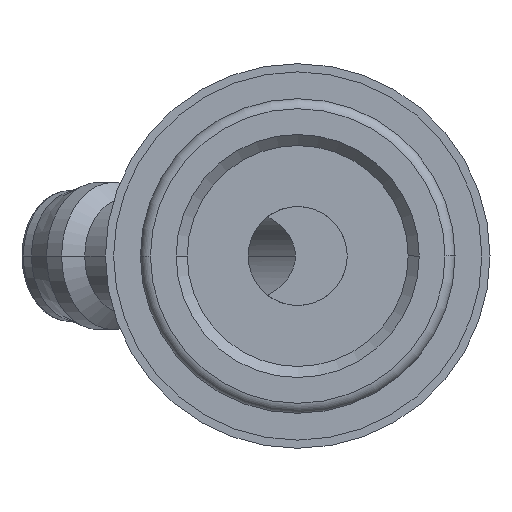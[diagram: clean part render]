
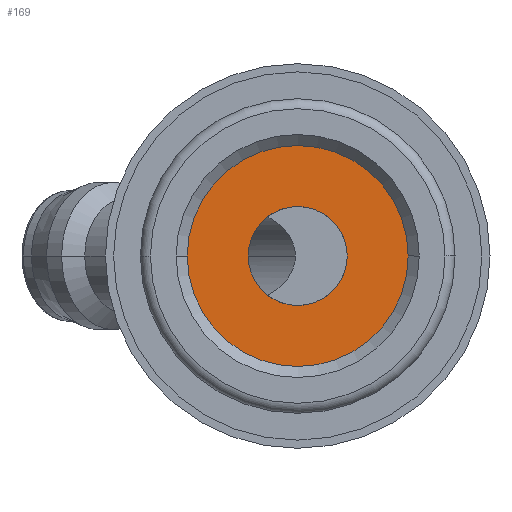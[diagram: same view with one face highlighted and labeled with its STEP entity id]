
A CAD part, front view. The second image highlights one B-rep face of the part: STEP entity #169.
In plain terms, the highlighted planar face has unit normal (0, -1, 0).
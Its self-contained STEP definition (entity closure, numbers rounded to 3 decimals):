
#169=ADVANCED_FACE('',(#349,#350),#351,.F.);
#349=FACE_BOUND('',#536,.T.);
#350=FACE_OUTER_BOUND('',#537,.T.);
#351=PLANE('',#538);
#536=EDGE_LOOP('',(#942,#943));
#537=EDGE_LOOP('',(#944,#945));
#538=AXIS2_PLACEMENT_3D('',#946,#947,#948);
#942=ORIENTED_EDGE('',*,*,#1214,.T.);
#943=ORIENTED_EDGE('',*,*,#1116,.T.);
#944=ORIENTED_EDGE('',*,*,#1215,.F.);
#945=ORIENTED_EDGE('',*,*,#1057,.F.);
#946=CARTESIAN_POINT('',(-4.888,15.0,0.));
#947=DIRECTION('',(0.0,1.0,0.0));
#948=DIRECTION('',(-1.0,0.0,0.));
#1057=EDGE_CURVE('',#1239,#1234,#1241,.T.);
#1116=EDGE_CURVE('',#1340,#1338,#1341,.T.);
#1214=EDGE_CURVE('',#1338,#1340,#1469,.T.);
#1215=EDGE_CURVE('',#1234,#1239,#1470,.T.);
#1234=VERTEX_POINT('',#1489);
#1239=VERTEX_POINT('',#1495);
#1241=CIRCLE('',#1498,6.75);
#1338=VERTEX_POINT('',#1607);
#1340=VERTEX_POINT('',#1610);
#1341=CIRCLE('',#1611,3.025);
#1469=CIRCLE('',#2039,3.025);
#1470=CIRCLE('',#2040,6.75);
#1489=CARTESIAN_POINT('',(-6.75,15.0,0.));
#1495=CARTESIAN_POINT('',(6.75,15.0,0.));
#1498=AXIS2_PLACEMENT_3D('',#2063,#2064,#2065);
#1607=CARTESIAN_POINT('',(-3.025,15.0,0.));
#1610=CARTESIAN_POINT('',(3.025,15.0,0.));
#1611=AXIS2_PLACEMENT_3D('',#2175,#2176,#2177);
#2039=AXIS2_PLACEMENT_3D('',#2316,#2317,#2318);
#2040=AXIS2_PLACEMENT_3D('',#2319,#2320,#2321);
#2063=CARTESIAN_POINT('',(0.0,15.0,0.0));
#2064=DIRECTION('',(0.0,1.0,0.0));
#2065=DIRECTION('',(-1.0,0.0,0.));
#2175=CARTESIAN_POINT('',(0.0,15.0,0.0));
#2176=DIRECTION('',(0.0,1.0,0.0));
#2177=DIRECTION('',(-1.0,0.0,0.));
#2316=CARTESIAN_POINT('',(0.0,15.0,0.0));
#2317=DIRECTION('',(0.0,1.0,0.0));
#2318=DIRECTION('',(-1.0,0.0,0.));
#2319=CARTESIAN_POINT('',(0.0,15.0,0.0));
#2320=DIRECTION('',(0.0,1.0,0.0));
#2321=DIRECTION('',(-1.0,0.0,0.));
